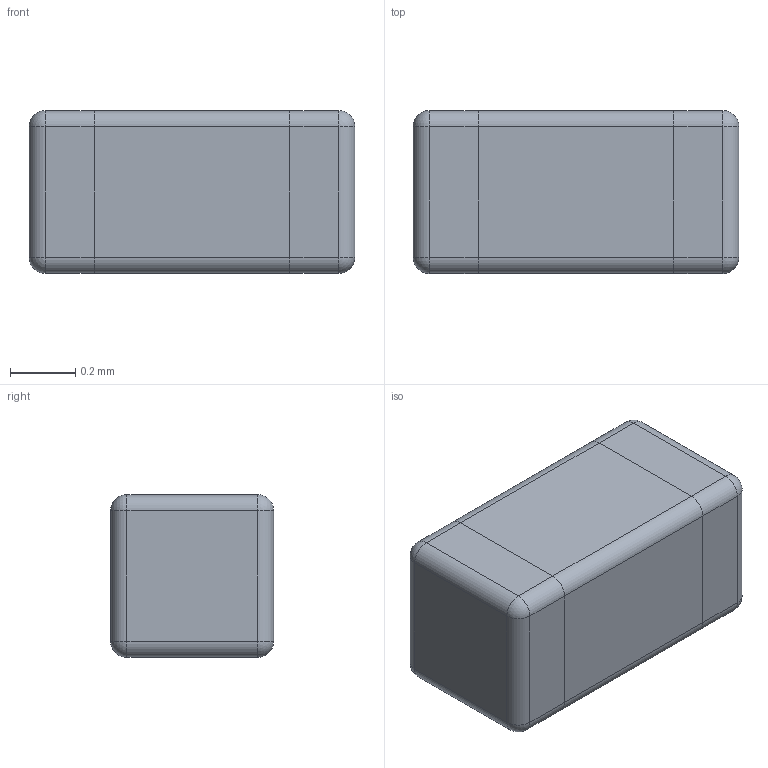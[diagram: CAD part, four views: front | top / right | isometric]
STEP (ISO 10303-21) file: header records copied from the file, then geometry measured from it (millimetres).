
FILE_DESCRIPTION (( 'STEP AP214' ), '1' );
FILE_NAME ('R1005.step', '2022-07-28T08:33:56', ( '' ), ( '' ), 'SwSTEP 2.0', 'SolidWorks 2020', '' );
FILE_SCHEMA (( 'AUTOMOTIVE_DESIGN' ));
Length unit declared in the file: millimetre
Products named in the file (1): R1005
Bounding box: 1 x 0.5 x 0.5 mm (x, y, z)
Volume: 0.2 mm3; surface area: 3.3 mm2
Topology: 3 solids, 3 shells, 270 faces, 719 edges, 466 vertices
Faces by surface type: plane 144, bspline 98, cylinder 20, sphere 8
Entity records: 11797 total; most frequent: CARTESIAN_POINT 2754, ORIENTED_EDGE 1422, DIRECTION 897, EDGE_CURVE 711, LINE 471, VECTOR 471, VERTEX_POINT 466, EDGE_LOOP 289
